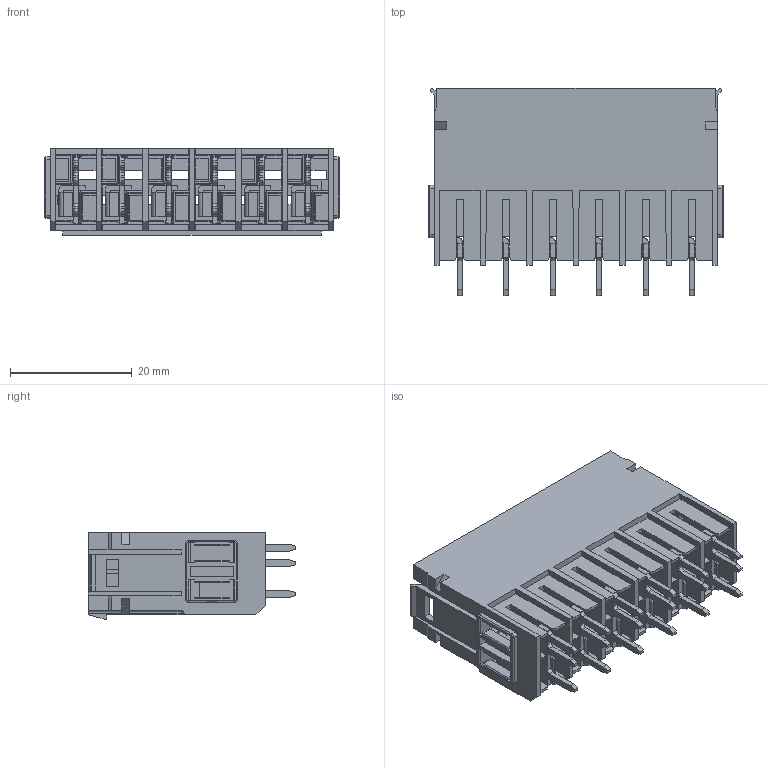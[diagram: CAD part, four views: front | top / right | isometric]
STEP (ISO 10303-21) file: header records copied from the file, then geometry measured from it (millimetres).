
FILE_DESCRIPTION( ('This file contains a STEP AP42 implementation' ,'as created by ZW3D STEP Interface translator.') ,'2;1' );
FILE_NAME( 'WJ3EDGVH-7.62-06P.stp' ,'24 219.145417', (''), ('ZWCAD Software Co.'), 'Version 1.0', 'ZW3D to STEP translator', '' );
FILE_SCHEMA(('AUTOMOTIVE_DESIGN'));
Length unit declared in the file: millimetre
Products named in the file (2): 0; wj3edgvh-762_asm
Bounding box: 48.32 x 34 x 14.25 mm (x, y, z)
Volume: 6201.8 mm3; surface area: 15355.9 mm2
Topology: 1 solids, 1 shells, 1212 faces, 3482 edges, 2276 vertices
Faces by surface type: bspline 1212
Entity records: 38178 total; most frequent: CARTESIAN_POINT 16244, ORIENTED_EDGE 6964, EDGE_CURVE 3482, B_SPLINE_CURVE_WITH_KNOTS 3211, VERTEX_POINT 2276, EDGE_LOOP 1252, FACE_OUTER_BOUND 1212, ADVANCED_FACE 1212
